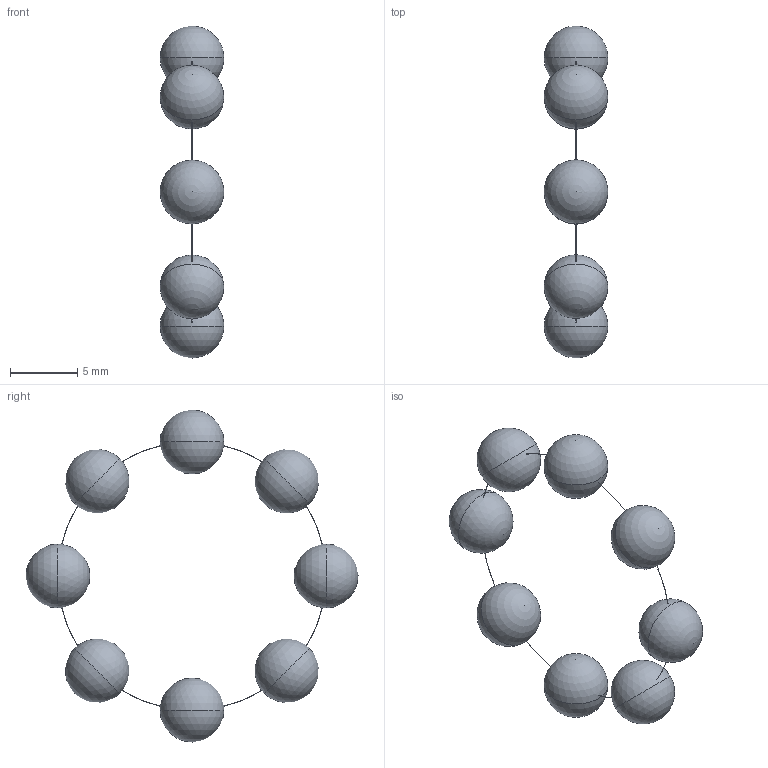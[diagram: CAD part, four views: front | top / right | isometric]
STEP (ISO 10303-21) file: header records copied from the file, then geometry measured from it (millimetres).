
FILE_DESCRIPTION (( 'STEP AP203' ), '1' );
FILE_NAME ('skf_bearing_6001-2rsh_2_05_Default_sldprt.STEP', '2025-04-29T14:54:05', ( '' ), ( '' ), 'SwSTEP 2.0', 'SolidWorks 2024', '' );
FILE_SCHEMA (( 'CONFIG_CONTROL_DESIGN' ));
Length unit declared in the file: millimetre
Products named in the file (1): skf_bearing_6001-2rsh_2_05_Default_sldprt
Bounding box: 4.76 x 24.76 x 24.76 mm (x, y, z)
Volume: 452.3 mm3; surface area: 571.5 mm2
Topology: 1 solids, 1 shells, 32 faces, 104 edges, 72 vertices
Faces by surface type: torus 16, sphere 16
Entity records: 1045 total; most frequent: CARTESIAN_POINT 305, DIRECTION 130, ORIENTED_EDGE 128, AXIS2_PLACEMENT_3D 65, EDGE_CURVE 64, VERTEX_POINT 48, EDGE_LOOP 48, CIRCLE 32
